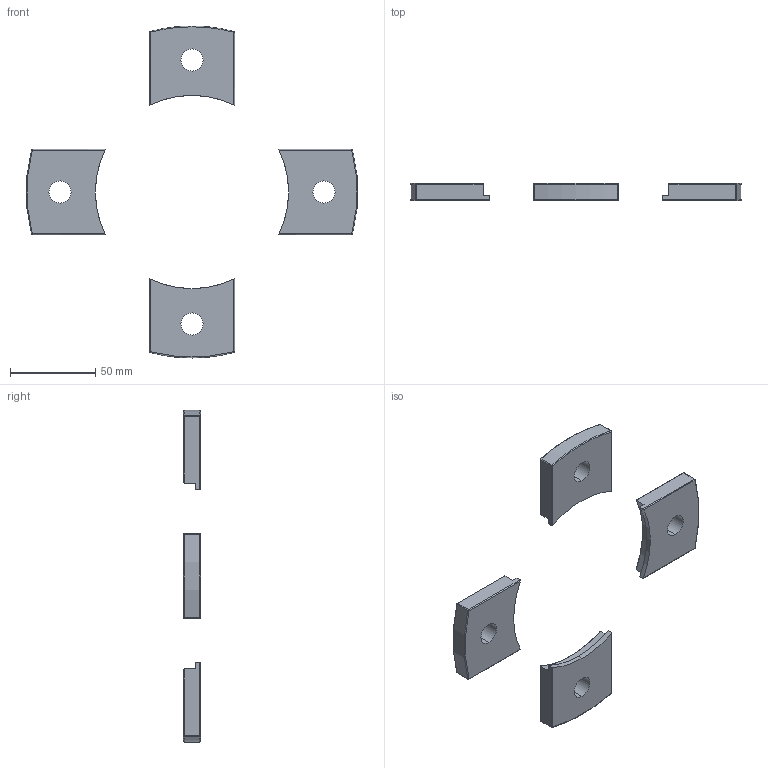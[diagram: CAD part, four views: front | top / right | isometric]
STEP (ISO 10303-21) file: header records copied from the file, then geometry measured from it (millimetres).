
FILE_DESCRIPTION (( 'STEP AP203' ), '1' );
FILE_NAME ('120Ø Feet.STEP', '2011-09-16T14:49:26', ( '' ), ( '' ), 'SwSTEP 2.0', 'SolidWorks 2011', '' );
FILE_SCHEMA (( 'CONFIG_CONTROL_DESIGN' ));
Length unit declared in the file: millimetre
Products named in the file (1): 120ﾘ Feet
Bounding box: 194.29 x 10 x 195 mm (x, y, z)
Volume: 73037.2 mm3; surface area: 24228.6 mm2
Topology: 4 solids, 4 shells, 106 faces, 245 edges, 131 vertices
Faces by surface type: cylinder 47, torus 23, plane 20, sphere 16
Entity records: 3022 total; most frequent: CARTESIAN_POINT 571, DIRECTION 557, ORIENTED_EDGE 458, AXIS2_PLACEMENT_3D 237, EDGE_CURVE 229, VERTEX_POINT 131, CIRCLE 130, EDGE_LOOP 114
